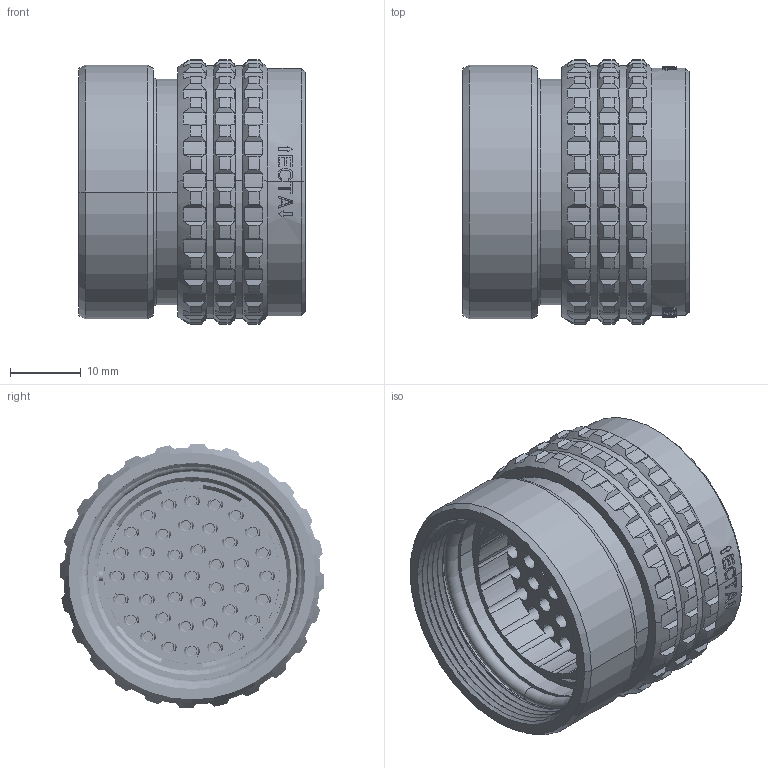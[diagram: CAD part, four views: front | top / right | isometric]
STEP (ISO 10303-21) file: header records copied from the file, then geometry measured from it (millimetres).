
FILE_DESCRIPTION((''),'2;1');
FILE_NAME('1332M541MS','2024-08-02T12:39:57',('paultorloting'),('NET AG system integration'),'CREO PARAMETRIC BY PTC INC, 2021404','CREO PARAMETRIC BY PTC INC, 2021404','');
FILE_SCHEMA(('AUTOMOTIVE_DESIGN { 1 0 10303 214 1 1 1 1 }'));
Length unit declared in the file: millimetre
Products named in the file (1): 1332M541MS
Bounding box: 32 x 37.5 x 37.5 mm (x, y, z)
Volume: 16206.8 mm3; surface area: 18801.8 mm2
Topology: 1 solids, 2 shells, 4809 faces, 13454 edges, 8765 vertices
Faces by surface type: plane 2711, cylinder 1327, cone 294, bspline 250, extrusion 164, torus 53, sphere 10
Entity records: 218739 total; most frequent: CARTESIAN_POINT 63384, ORIENTED_EDGE 26908, DIRECTION 23445, EDGE_CURVE 13454, VERTEX_POINT 8765, AXIS2_PLACEMENT_3D 7914, VECTOR 7614, LINE 7450
